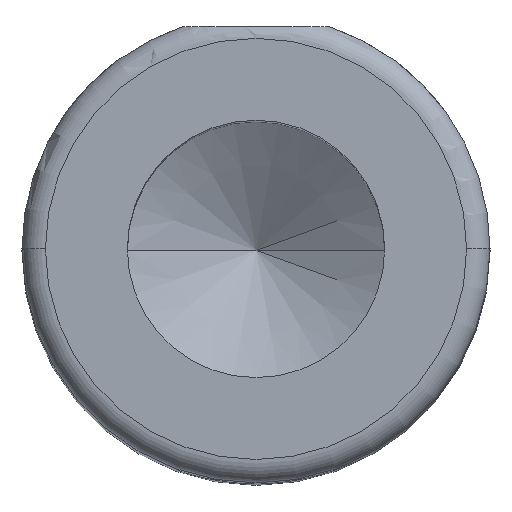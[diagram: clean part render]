
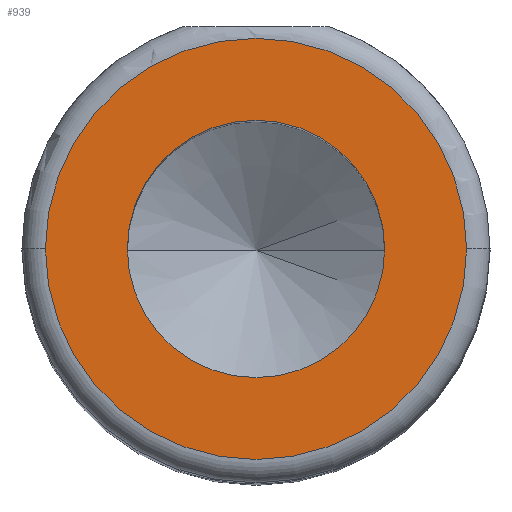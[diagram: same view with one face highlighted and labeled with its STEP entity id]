
A CAD part, top view. The second image highlights one B-rep face of the part: STEP entity #939.
In plain terms, the highlighted planar face has unit normal (0, 0, 1).
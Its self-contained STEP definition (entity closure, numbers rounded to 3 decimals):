
#27 = DIRECTION ( 'NONE',  ( 0., 0., 1. ) ) ;
#47 = DIRECTION ( 'NONE',  ( 0., 0., 1. ) ) ;
#71 = EDGE_LOOP ( 'NONE', ( #925, #860 ) ) ;
#80 = CIRCLE ( 'NONE', #942, 1.65 ) ;
#83 = EDGE_CURVE ( 'NONE', #470, #377, #302, .T. ) ;
#124 = CARTESIAN_POINT ( 'NONE',  ( -2.7, 0., 10. ) ) ;
#140 = DIRECTION ( 'NONE',  ( 1., 0., 0. ) ) ;
#177 = EDGE_CURVE ( 'NONE', #507, #699, #1198, .T. ) ;
#302 = CIRCLE ( 'NONE', #894, 1.65 ) ;
#321 = EDGE_LOOP ( 'NONE', ( #671, #662 ) ) ;
#338 = DIRECTION ( 'NONE',  ( 0., 0., 1. ) ) ;
#339 = CARTESIAN_POINT ( 'NONE',  ( 1.65, 0., 10. ) ) ;
#342 = CIRCLE ( 'NONE', #1079, 2.7 ) ;
#377 = VERTEX_POINT ( 'NONE', #339 ) ;
#444 = DIRECTION ( 'NONE',  ( 0., 0., 1. ) ) ;
#470 = VERTEX_POINT ( 'NONE', #1067 ) ;
#501 = FACE_OUTER_BOUND ( 'NONE', #71, .T. ) ;
#507 = VERTEX_POINT ( 'NONE', #1075 ) ;
#572 = AXIS2_PLACEMENT_3D ( 'NONE', #1116, #717, #140 ) ;
#600 = CARTESIAN_POINT ( 'NONE',  ( 0., 0., 10. ) ) ;
#616 = PLANE ( 'NONE',  #572 ) ;
#621 = CARTESIAN_POINT ( 'NONE',  ( 0., 0., 10. ) ) ;
#662 = ORIENTED_EDGE ( 'NONE', *, *, #83, .F. ) ;
#671 = ORIENTED_EDGE ( 'NONE', *, *, #743, .F. ) ;
#698 = DIRECTION ( 'NONE',  ( 1., 0., 0. ) ) ;
#699 = VERTEX_POINT ( 'NONE', #124 ) ;
#717 = DIRECTION ( 'NONE',  ( 0., 0., 1. ) ) ;
#720 = DIRECTION ( 'NONE',  ( 1., 0., 0. ) ) ;
#743 = EDGE_CURVE ( 'NONE', #377, #470, #80, .T. ) ;
#763 = EDGE_CURVE ( 'NONE', #699, #507, #342, .T. ) ;
#767 = FACE_BOUND ( 'NONE', #321, .T. ) ;
#792 = AXIS2_PLACEMENT_3D ( 'NONE', #1028, #444, #1126 ) ;
#860 = ORIENTED_EDGE ( 'NONE', *, *, #763, .T. ) ;
#894 = AXIS2_PLACEMENT_3D ( 'NONE', #600, #27, #698 ) ;
#920 = CARTESIAN_POINT ( 'NONE',  ( 0., 0., 10. ) ) ;
#925 = ORIENTED_EDGE ( 'NONE', *, *, #177, .T. ) ;
#939 = ADVANCED_FACE ( 'NONE', ( #767, #501 ), #616, .T. ) ;
#942 = AXIS2_PLACEMENT_3D ( 'NONE', #920, #338, #1017 ) ;
#1017 = DIRECTION ( 'NONE',  ( 1., 0., 0. ) ) ;
#1028 = CARTESIAN_POINT ( 'NONE',  ( 0., 0., 10. ) ) ;
#1067 = CARTESIAN_POINT ( 'NONE',  ( -1.65, 0., 10. ) ) ;
#1075 = CARTESIAN_POINT ( 'NONE',  ( 2.7, 0., 10. ) ) ;
#1079 = AXIS2_PLACEMENT_3D ( 'NONE', #621, #47, #720 ) ;
#1116 = CARTESIAN_POINT ( 'NONE',  ( 0., 0., 10. ) ) ;
#1126 = DIRECTION ( 'NONE',  ( 1., 0., 0. ) ) ;
#1198 = CIRCLE ( 'NONE', #792, 2.7 ) ;
